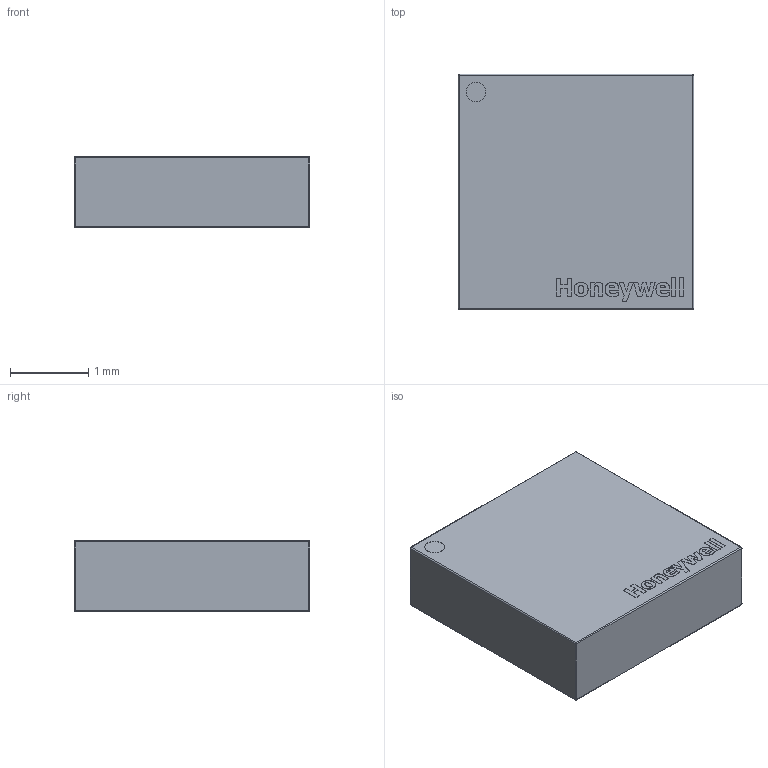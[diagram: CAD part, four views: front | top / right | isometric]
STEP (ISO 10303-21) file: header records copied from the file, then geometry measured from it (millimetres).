
FILE_DESCRIPTION(/* description */ (''),/* implementation_level */ '2;1');
FILE_NAME(/* name */ 'Honeywell Sensing and Control HMC5883L-TR - 16-LCC.stp',/* time_stamp */ '2020-07-18T01:00:01-04:00',/* author */ ('Ricardo'),/* organization */ (''),/* preprocessor_version */ 'ST-DEVELOPER v18',/* originating_system */ 'Autodesk Inventor 2020',/* authorisation */ '');
FILE_SCHEMA (('AUTOMOTIVE_DESIGN { 1 0 10303 214 3 1 1 }'));
Length unit declared in the file: millimetre
Products named in the file (4): Honeywell Sensing and Control HMC5883L-TR - 16-LCC; body; terminals; logo
Assembly tree (3 placements, depth 2):
  Honeywell Sensing and Control HMC5883L-TR - 16-LCC
    body
    terminals
    logo
Bounding box: 3 x 3 x 0.9 mm (x, y, z)
Volume: 8.1 mm3; surface area: 35.4 mm2
Topology: 27 solids, 27 shells, 321 faces, 731 edges, 480 vertices
Faces by surface type: plane 261, bspline 39, cylinder 13, sphere 8
Full cylindrical faces by diameter (mm): 0.25 x1
Entity records: 9209 total; most frequent: CARTESIAN_POINT 2046, ORIENTED_EDGE 1462, DIRECTION 1259, EDGE_CURVE 731, LINE 625, VECTOR 625, VERTEX_POINT 480, EDGE_LOOP 343
